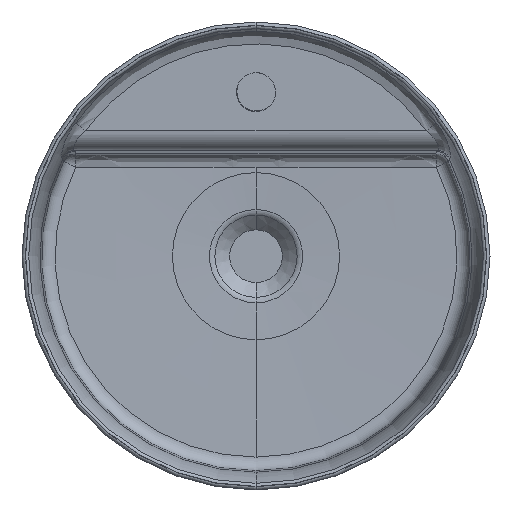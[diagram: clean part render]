
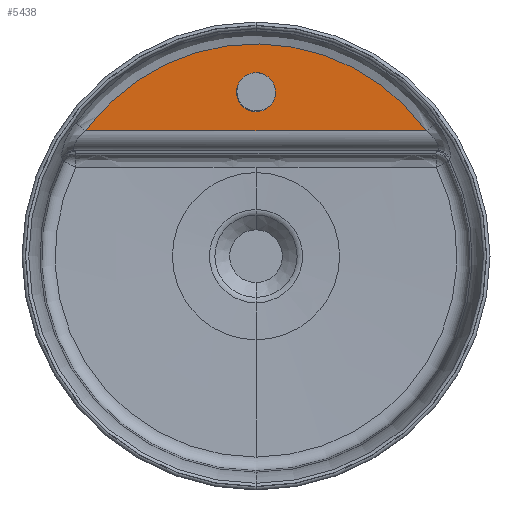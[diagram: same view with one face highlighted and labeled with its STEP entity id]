
A CAD part, top view. The second image highlights one B-rep face of the part: STEP entity #5438.
In plain terms, the highlighted planar face has unit normal (0, -0.021, 1).
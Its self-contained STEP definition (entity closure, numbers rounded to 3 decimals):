
#167 = CARTESIAN_POINT ( 'NONE',  ( 247.079, 331.928, 821.062 ) ) ;
#1545 = VERTEX_POINT ( 'NONE', #30732 ) ;
#1589 = PLANE ( 'NONE',  #16368 ) ;
#1618 = CARTESIAN_POINT ( 'NONE',  ( 276.745, 355.477, 821.551 ) ) ;
#2213 = ORIENTED_EDGE ( 'NONE', *, *, #31274, .T. ) ;
#2242 = CARTESIAN_POINT ( 'NONE',  ( 130.31, 317.488, 820.762 ) ) ;
#2675 = VECTOR ( 'NONE', #9784, 1000. ) ;
#3842 = CARTESIAN_POINT ( 'NONE',  ( 47.079, 377.116, 822. ) ) ;
#3870 = CARTESIAN_POINT ( 'NONE',  ( 175.045, 343.531, 821.303 ) ) ;
#4178 = CARTESIAN_POINT ( 'NONE',  ( 380.702, 302.506, 820.451 ) ) ;
#4493 = CARTESIAN_POINT ( 'NONE',  ( 168.225, 340.524, 821.241 ) ) ;
#5438 = ADVANCED_FACE ( 'NONE', ( #30123, #16236 ), #1589, .T. ) ;
#5589 =( BOUNDED_CURVE ( )  B_SPLINE_CURVE ( 3, ( #167, #11904, #29131, #9967 ),
 .UNSPECIFIED., .F., .T. ) 
 B_SPLINE_CURVE_WITH_KNOTS ( ( 4, 4 ),
 ( 3.142, 6.283 ),
 .UNSPECIFIED. ) 
 CURVE ( )  GEOMETRIC_REPRESENTATION_ITEM ( )  RATIONAL_B_SPLINE_CURVE ( ( 1., 0.333, 0.333, 1. ) ) 
 REPRESENTATION_ITEM ( '' )  );
#6031 = VERTEX_POINT ( 'NONE', #19742 ) ;
#6112 = CARTESIAN_POINT ( 'NONE',  ( 364.221, 317.191, 820.756 ) ) ;
#6430 = CARTESIAN_POINT ( 'NONE',  ( 243.619, 357.791, 821.599 ) ) ;
#6581 = CARTESIAN_POINT ( 'NONE',  ( 262.076, 357.335, 821.589 ) ) ;
#7207 = CARTESIAN_POINT ( 'NONE',  ( 98.75, 285.943, 820.108 ) ) ;
#8679 = CARTESIAN_POINT ( 'NONE',  ( 210.338, 354.321, 821.527 ) ) ;
#8847 = CARTESIAN_POINT ( 'NONE',  ( 298.614, 350.764, 821.453 ) ) ;
#8978 = CARTESIAN_POINT ( 'NONE',  ( 94.355, 279.884, 819.982 ) ) ;
#9001 = CARTESIAN_POINT ( 'NONE',  ( 284.053, 354.137, 821.523 ) ) ;
#9784 = DIRECTION ( 'NONE',  ( 1., 0., 0. ) ) ;
#9967 = CARTESIAN_POINT ( 'NONE',  ( 247.079, 296.928, 820.336 ) ) ;
#10794 = CARTESIAN_POINT ( 'NONE',  ( 345.856, 329.868, 821.019 ) ) ;
#10957 = CARTESIAN_POINT ( 'NONE',  ( 282.227, 354.493, 821.53 ) ) ;
#11113 = CARTESIAN_POINT ( 'NONE',  ( 375.405, 307.61, 820.557 ) ) ;
#11470 = VERTEX_POINT ( 'NONE', #30500 ) ;
#11587 = CARTESIAN_POINT ( 'NONE',  ( 111.104, 299.914, 820.398 ) ) ;
#11741 = CARTESIAN_POINT ( 'NONE',  ( 109.816, 298.562, 820.37 ) ) ;
#11879 = EDGE_CURVE ( 'NONE', #27488, #6031, #23867, .T. ) ;
#11904 = CARTESIAN_POINT ( 'NONE',  ( 282.079, 331.928, 821.062 ) ) ;
#12052 = CARTESIAN_POINT ( 'NONE',  ( 121.85, 310.273, 820.613 ) ) ;
#12082 = B_SPLINE_CURVE_WITH_KNOTS ( 'NONE', 3,
 ( #23842, #25774, #30430, #4178, #11113, #6112, #18216, #20634, #26247, #10794, #23200, #23673, #13674, #15779, #23518, #14005, #8847, #20943, #31071, #9001, #10957, #1618, #18692, #6581, #15933, #6430, #16418, #18364, #25620, #30590, #28185, #30745, #8679, #28340, #16100, #25935, #3870, #28813, #4493, #14167, #16581, #31684, #14318, #26557, #2242, #12052, #26405, #31534, #16891, #11587, #11741, #31375, #7207, #31226 ),
 .UNSPECIFIED., .F., .F.,
 ( 4, 2, 2, 2, 2, 2, 2, 2, 2, 2, 2, 2, 2, 2, 2, 2, 2, 2, 2, 2, 2, 2, 2, 2, 2, 2, 4 ),
 ( 0., 0.022, 0.044, 0.066, 0.072, 0.077, 0.088, 0.11, 0.132, 0.138, 0.143, 0.154, 0.177, 0.188, 0.193, 0.199, 0.221, 0.243, 0.254, 0.259, 0.265, 0.287, 0.309, 0.32, 0.325, 0.331, 0.353 ),
 .UNSPECIFIED. ) ;
#13674 = CARTESIAN_POINT ( 'NONE',  ( 336.2, 335.447, 821.135 ) ) ;
#14005 = CARTESIAN_POINT ( 'NONE',  ( 305.71, 348.596, 821.408 ) ) ;
#14167 = CARTESIAN_POINT ( 'NONE',  ( 164.841, 338.927, 821.207 ) ) ;
#14318 = CARTESIAN_POINT ( 'NONE',  ( 148.478, 330.135, 821.025 ) ) ;
#14566 = EDGE_CURVE ( 'NONE', #6031, #27488, #12082, .T. ) ;
#15416 = CARTESIAN_POINT ( 'NONE',  ( 247.079, 296.928, 820.336 ) ) ;
#15779 = CARTESIAN_POINT ( 'NONE',  ( 326.32, 340.495, 821.24 ) ) ;
#15933 = CARTESIAN_POINT ( 'NONE',  ( 254.71, 357.778, 821.599 ) ) ;
#16100 = CARTESIAN_POINT ( 'NONE',  ( 188.91, 348.747, 821.411 ) ) ;
#16236 = FACE_BOUND ( 'NONE', #25324, .T. ) ;
#16368 = AXIS2_PLACEMENT_3D ( 'NONE', #3842, #18662, #26067 ) ;
#16418 = CARTESIAN_POINT ( 'NONE',  ( 239.915, 357.688, 821.597 ) ) ;
#16581 = CARTESIAN_POINT ( 'NONE',  ( 163.164, 338.104, 821.19 ) ) ;
#16891 = CARTESIAN_POINT ( 'NONE',  ( 113.722, 302.582, 820.453 ) ) ;
#17533 = EDGE_LOOP ( 'NONE', ( #26179, #26489 ) ) ;
#18216 = CARTESIAN_POINT ( 'NONE',  ( 358.333, 321.669, 820.849 ) ) ;
#18364 = CARTESIAN_POINT ( 'NONE',  ( 234.349, 357.366, 821.59 ) ) ;
#18662 = DIRECTION ( 'NONE',  ( 0., -0.021, 1. ) ) ;
#18692 = CARTESIAN_POINT ( 'NONE',  ( 273.083, 356.022, 821.562 ) ) ;
#19150 =( BOUNDED_CURVE ( )  B_SPLINE_CURVE ( 3, ( #15416, #29588, #29741, #22681 ),
 .UNSPECIFIED., .F., .F. ) 
 B_SPLINE_CURVE_WITH_KNOTS ( ( 4, 4 ),
 ( 0., 3.142 ),
 .UNSPECIFIED. ) 
 CURVE ( )  GEOMETRIC_REPRESENTATION_ITEM ( )  RATIONAL_B_SPLINE_CURVE ( ( 1., 0.333, 0.333, 1. ) ) 
 REPRESENTATION_ITEM ( '' )  );
#19742 = CARTESIAN_POINT ( 'NONE',  ( 399.802, 279.884, 819.982 ) ) ;
#20634 = CARTESIAN_POINT ( 'NONE',  ( 350.59, 326.861, 820.957 ) ) ;
#20943 = CARTESIAN_POINT ( 'NONE',  ( 289.525, 352.959, 821.499 ) ) ;
#22414 = EDGE_CURVE ( 'NONE', #11470, #1545, #19150, .T. ) ;
#22646 = ORIENTED_EDGE ( 'NONE', *, *, #22414, .T. ) ;
#22681 = CARTESIAN_POINT ( 'NONE',  ( 247.079, 331.928, 821.062 ) ) ;
#23200 = CARTESIAN_POINT ( 'NONE',  ( 344.263, 330.836, 821.039 ) ) ;
#23518 = CARTESIAN_POINT ( 'NONE',  ( 319.562, 343.461, 821.301 ) ) ;
#23673 = CARTESIAN_POINT ( 'NONE',  ( 339.451, 333.664, 821.098 ) ) ;
#23842 = CARTESIAN_POINT ( 'NONE',  ( 399.802, 279.884, 819.982 ) ) ;
#23867 = LINE ( 'NONE', #24606, #2675 ) ;
#24606 = CARTESIAN_POINT ( 'NONE',  ( 47.079, 279.884, 819.982 ) ) ;
#25324 = EDGE_LOOP ( 'NONE', ( #2213, #22646 ) ) ;
#25620 = CARTESIAN_POINT ( 'NONE',  ( 232.492, 357.231, 821.587 ) ) ;
#25774 = CARTESIAN_POINT ( 'NONE',  ( 395.407, 285.943, 820.108 ) ) ;
#25935 = CARTESIAN_POINT ( 'NONE',  ( 178.489, 344.914, 821.332 ) ) ;
#26067 = DIRECTION ( 'NONE',  ( -1., 0., 0. ) ) ;
#26179 = ORIENTED_EDGE ( 'NONE', *, *, #11879, .T. ) ;
#26247 = CARTESIAN_POINT ( 'NONE',  ( 349.02, 327.88, 820.978 ) ) ;
#26405 = CARTESIAN_POINT ( 'NONE',  ( 119.093, 307.779, 820.561 ) ) ;
#26489 = ORIENTED_EDGE ( 'NONE', *, *, #14566, .T. ) ;
#26557 = CARTESIAN_POINT ( 'NONE',  ( 136.201, 321.939, 820.855 ) ) ;
#27488 = VERTEX_POINT ( 'NONE', #8978 ) ;
#28185 = CARTESIAN_POINT ( 'NONE',  ( 226.91, 356.715, 821.577 ) ) ;
#28340 = CARTESIAN_POINT ( 'NONE',  ( 195.975, 350.882, 821.456 ) ) ;
#28813 = CARTESIAN_POINT ( 'NONE',  ( 169.924, 341.296, 821.257 ) ) ;
#29131 = CARTESIAN_POINT ( 'NONE',  ( 282.079, 296.928, 820.336 ) ) ;
#29588 = CARTESIAN_POINT ( 'NONE',  ( 212.079, 296.928, 820.336 ) ) ;
#29741 = CARTESIAN_POINT ( 'NONE',  ( 212.079, 331.928, 821.062 ) ) ;
#30123 = FACE_OUTER_BOUND ( 'NONE', #17533, .T. ) ;
#30430 = CARTESIAN_POINT ( 'NONE',  ( 390.703, 291.673, 820.227 ) ) ;
#30500 = CARTESIAN_POINT ( 'NONE',  ( 247.079, 296.928, 820.336 ) ) ;
#30590 = CARTESIAN_POINT ( 'NONE',  ( 228.773, 356.906, 821.581 ) ) ;
#30732 = CARTESIAN_POINT ( 'NONE',  ( 247.079, 331.928, 821.062 ) ) ;
#30745 = CARTESIAN_POINT ( 'NONE',  ( 217.636, 355.625, 821.554 ) ) ;
#31071 = CARTESIAN_POINT ( 'NONE',  ( 287.701, 353.37, 821.507 ) ) ;
#31226 = CARTESIAN_POINT ( 'NONE',  ( 94.355, 279.884, 819.982 ) ) ;
#31274 = EDGE_CURVE ( 'NONE', #1545, #11470, #5589, .T. ) ;
#31375 = CARTESIAN_POINT ( 'NONE',  ( 103.482, 291.711, 820.227 ) ) ;
#31534 = CARTESIAN_POINT ( 'NONE',  ( 115.053, 303.899, 820.48 ) ) ;
#31684 = CARTESIAN_POINT ( 'NONE',  ( 154.864, 333.879, 821.103 ) ) ;
